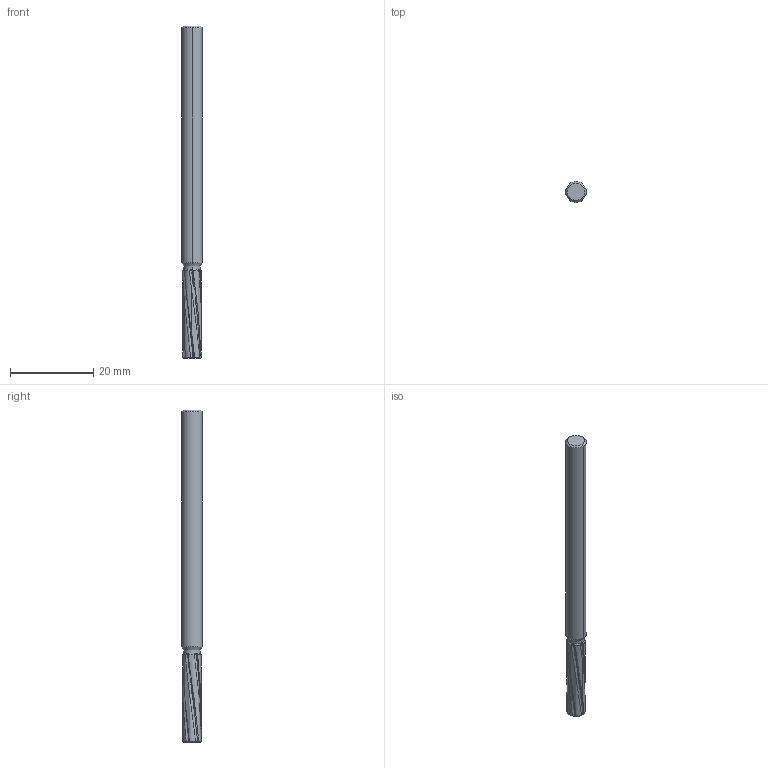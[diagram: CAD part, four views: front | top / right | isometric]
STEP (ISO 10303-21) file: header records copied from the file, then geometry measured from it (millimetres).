
FILE_DESCRIPTION(('no description'),'unknown implementation level');
FILE_NAME('solidv4R2HKMTMPsaHuvu4Lr3xAHeT2I_1.STP',' ',('CIMSOURCE GmbH'),('CADClick - KiM GmbH - www.kimweb.de'),'unknown preprocess','ACIS','unknown authorization');
FILE_SCHEMA(('automotive_design'));
Length unit declared in the file: millimetre
Products named in the file (2): 1; 2
Bounding box: 5 x 5 x 80 mm (x, y, z)
Volume: 1459.7 mm3; surface area: 1794.5 mm2
Topology: 2 solids, 2 shells, 108 faces, 305 edges, 200 vertices
Faces by surface type: bspline 42, cylinder 26, plane 26, cone 14
Entity records: 13519 total; most frequent: CARTESIAN_POINT 7654, STYLED_ITEM 615, PRESENTATION_STYLE_ASSIGNMENT 615, COLOUR_RGB 615, ORIENTED_EDGE 610, DIRECTION 361, EDGE_CURVE 305, CURVE_STYLE 305
